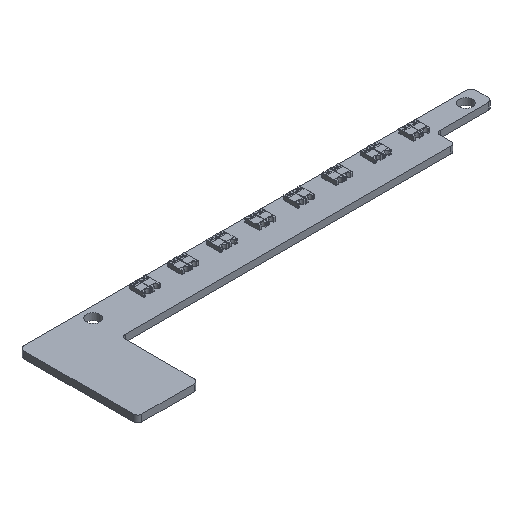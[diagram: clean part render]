
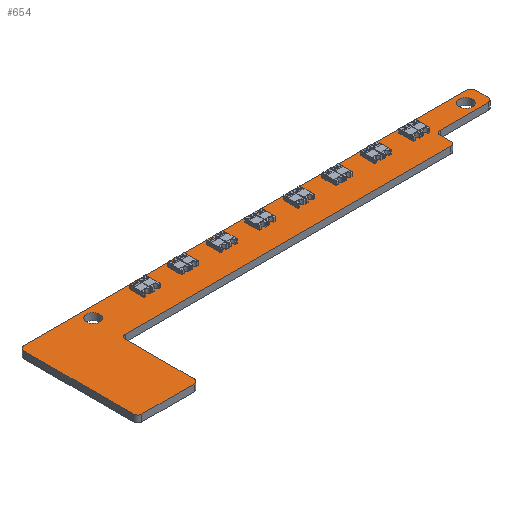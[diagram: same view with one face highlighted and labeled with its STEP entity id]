
A CAD part, isometric view. The second image highlights one B-rep face of the part: STEP entity #654.
In plain terms, the highlighted planar face has unit normal (0, 0, 1).
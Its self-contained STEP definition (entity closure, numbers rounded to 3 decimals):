
#81 = VERTEX_POINT('',#82);
#82 = CARTESIAN_POINT('',(209.235,-72.5,0.));
#99 = VERTEX_POINT('',#100);
#100 = CARTESIAN_POINT('',(198.,-72.5,0.));
#106 = EDGE_CURVE('',#81,#99,#107,.T.);
#107 = LINE('',#108,#109);
#108 = CARTESIAN_POINT('',(209.235,-72.5,0.));
#109 = VECTOR('',#110,1.);
#110 = DIRECTION('',(-1.,0.,0.));
#131 = VERTEX_POINT('',#132);
#132 = CARTESIAN_POINT('',(210.235,-71.5,0.));
#138 = EDGE_CURVE('',#81,#131,#139,.T.);
#139 = CIRCLE('',#140,1.);
#140 = AXIS2_PLACEMENT_3D('',#141,#142,#143);
#141 = CARTESIAN_POINT('',(209.235,-71.5,0.));
#142 = DIRECTION('',(0.,0.,1.));
#143 = DIRECTION('',(1.,0.,0.));
#164 = VERTEX_POINT('',#165);
#165 = CARTESIAN_POINT('',(197.,-73.5,0.));
#171 = EDGE_CURVE('',#99,#164,#172,.T.);
#172 = CIRCLE('',#173,1.);
#173 = AXIS2_PLACEMENT_3D('',#174,#175,#176);
#174 = CARTESIAN_POINT('',(198.,-73.5,0.));
#175 = DIRECTION('',(0.,0.,1.));
#176 = DIRECTION('',(1.,0.,0.));
#187 = VERTEX_POINT('',#188);
#188 = CARTESIAN_POINT('',(210.235,-68.5,0.));
#203 = EDGE_CURVE('',#187,#131,#204,.T.);
#204 = LINE('',#205,#206);
#205 = CARTESIAN_POINT('',(210.235,-68.5,0.));
#206 = VECTOR('',#207,1.);
#207 = DIRECTION('',(0.,-1.,0.));
#227 = VERTEX_POINT('',#228);
#228 = CARTESIAN_POINT('',(197.,-76.,0.));
#234 = EDGE_CURVE('',#164,#227,#235,.T.);
#235 = LINE('',#236,#237);
#236 = CARTESIAN_POINT('',(197.,-73.5,0.));
#237 = VECTOR('',#238,1.);
#238 = DIRECTION('',(0.,-1.,0.));
#259 = VERTEX_POINT('',#260);
#260 = CARTESIAN_POINT('',(209.235,-67.5,0.));
#266 = EDGE_CURVE('',#187,#259,#267,.T.);
#267 = CIRCLE('',#268,1.);
#268 = AXIS2_PLACEMENT_3D('',#269,#270,#271);
#269 = CARTESIAN_POINT('',(209.235,-68.5,0.));
#270 = DIRECTION('',(0.,0.,1.));
#271 = DIRECTION('',(1.,0.,0.));
#282 = VERTEX_POINT('',#283);
#283 = CARTESIAN_POINT('',(196.,-77.,0.));
#299 = EDGE_CURVE('',#282,#227,#300,.T.);
#300 = CIRCLE('',#301,1.);
#301 = AXIS2_PLACEMENT_3D('',#302,#303,#304);
#302 = CARTESIAN_POINT('',(196.,-76.,0.));
#303 = DIRECTION('',(0.,0.,1.));
#304 = DIRECTION('',(1.,0.,0.));
#315 = VERTEX_POINT('',#316);
#316 = CARTESIAN_POINT('',(105.794,-67.5,0.));
#331 = EDGE_CURVE('',#315,#259,#332,.T.);
#332 = LINE('',#333,#334);
#333 = CARTESIAN_POINT('',(105.794,-67.5,0.));
#334 = VECTOR('',#335,1.);
#335 = DIRECTION('',(1.,0.,0.));
#355 = VERTEX_POINT('',#356);
#356 = CARTESIAN_POINT('',(120.,-77.,0.));
#362 = EDGE_CURVE('',#282,#355,#363,.T.);
#363 = LINE('',#364,#365);
#364 = CARTESIAN_POINT('',(196.,-77.,0.));
#365 = VECTOR('',#366,1.);
#366 = DIRECTION('',(-1.,0.,0.));
#387 = VERTEX_POINT('',#388);
#388 = CARTESIAN_POINT('',(104.794,-68.5,0.));
#394 = EDGE_CURVE('',#315,#387,#395,.T.);
#395 = CIRCLE('',#396,1.);
#396 = AXIS2_PLACEMENT_3D('',#397,#398,#399);
#397 = CARTESIAN_POINT('',(105.794,-68.5,0.));
#398 = DIRECTION('',(0.,0.,1.));
#399 = DIRECTION('',(1.,0.,0.));
#420 = VERTEX_POINT('',#421);
#421 = CARTESIAN_POINT('',(119.,-78.,0.));
#427 = EDGE_CURVE('',#355,#420,#428,.T.);
#428 = CIRCLE('',#429,1.);
#429 = AXIS2_PLACEMENT_3D('',#430,#431,#432);
#430 = CARTESIAN_POINT('',(120.,-78.,0.));
#431 = DIRECTION('',(0.,0.,1.));
#432 = DIRECTION('',(1.,0.,0.));
#452 = VERTEX_POINT('',#453);
#453 = CARTESIAN_POINT('',(104.794,-94.084,0.));
#459 = EDGE_CURVE('',#387,#452,#460,.T.);
#460 = LINE('',#461,#462);
#461 = CARTESIAN_POINT('',(104.794,-68.5,0.));
#462 = VECTOR('',#463,1.);
#463 = DIRECTION('',(0.,-1.,0.));
#483 = VERTEX_POINT('',#484);
#484 = CARTESIAN_POINT('',(119.,-94.084,0.));
#490 = EDGE_CURVE('',#420,#483,#491,.T.);
#491 = LINE('',#492,#493);
#492 = CARTESIAN_POINT('',(119.,-78.,0.));
#493 = VECTOR('',#494,1.);
#494 = DIRECTION('',(0.,-1.,0.));
#515 = VERTEX_POINT('',#516);
#516 = CARTESIAN_POINT('',(105.794,-95.084,0.));
#522 = EDGE_CURVE('',#452,#515,#523,.T.);
#523 = CIRCLE('',#524,1.);
#524 = AXIS2_PLACEMENT_3D('',#525,#526,#527);
#525 = CARTESIAN_POINT('',(105.794,-94.084,0.));
#526 = DIRECTION('',(0.,0.,1.));
#527 = DIRECTION('',(1.,0.,0.));
#538 = VERTEX_POINT('',#539);
#539 = CARTESIAN_POINT('',(118.,-95.084,0.));
#555 = EDGE_CURVE('',#538,#483,#556,.T.);
#556 = CIRCLE('',#557,1.);
#557 = AXIS2_PLACEMENT_3D('',#558,#559,#560);
#558 = CARTESIAN_POINT('',(118.,-94.084,0.));
#559 = DIRECTION('',(0.,0.,1.));
#560 = DIRECTION('',(1.,0.,0.));
#578 = EDGE_CURVE('',#538,#515,#579,.T.);
#579 = LINE('',#580,#581);
#580 = CARTESIAN_POINT('',(118.,-95.084,0.));
#581 = VECTOR('',#582,1.);
#582 = DIRECTION('',(-1.,0.,0.));
#593 = VERTEX_POINT('',#594);
#594 = CARTESIAN_POINT('',(208.05,-70.,0.));
#610 = EDGE_CURVE('',#593,#593,#611,.T.);
#611 = CIRCLE('',#612,1.55);
#612 = AXIS2_PLACEMENT_3D('',#613,#614,#615);
#613 = CARTESIAN_POINT('',(206.5,-70.,0.));
#614 = DIRECTION('',(0.,0.,1.));
#615 = DIRECTION('',(1.,0.,0.));
#626 = VERTEX_POINT('',#627);
#627 = CARTESIAN_POINT('',(121.05,-70.,0.));
#643 = EDGE_CURVE('',#626,#626,#644,.T.);
#644 = CIRCLE('',#645,1.55);
#645 = AXIS2_PLACEMENT_3D('',#646,#647,#648);
#646 = CARTESIAN_POINT('',(119.5,-70.,0.));
#647 = DIRECTION('',(0.,0.,1.));
#648 = DIRECTION('',(1.,0.,0.));
#654 = ADVANCED_FACE('',(#655,#673,#676),#679,.F.);
#655 = FACE_BOUND('',#656,.F.);
#656 = EDGE_LOOP('',(#657,#658,#659,#660,#661,#662,#663,#664,#665,#666,
    #667,#668,#669,#670,#671,#672));
#657 = ORIENTED_EDGE('',*,*,#106,.T.);
#658 = ORIENTED_EDGE('',*,*,#171,.T.);
#659 = ORIENTED_EDGE('',*,*,#234,.T.);
#660 = ORIENTED_EDGE('',*,*,#299,.F.);
#661 = ORIENTED_EDGE('',*,*,#362,.T.);
#662 = ORIENTED_EDGE('',*,*,#427,.T.);
#663 = ORIENTED_EDGE('',*,*,#490,.T.);
#664 = ORIENTED_EDGE('',*,*,#555,.F.);
#665 = ORIENTED_EDGE('',*,*,#578,.T.);
#666 = ORIENTED_EDGE('',*,*,#522,.F.);
#667 = ORIENTED_EDGE('',*,*,#459,.F.);
#668 = ORIENTED_EDGE('',*,*,#394,.F.);
#669 = ORIENTED_EDGE('',*,*,#331,.T.);
#670 = ORIENTED_EDGE('',*,*,#266,.F.);
#671 = ORIENTED_EDGE('',*,*,#203,.T.);
#672 = ORIENTED_EDGE('',*,*,#138,.F.);
#673 = FACE_BOUND('',#674,.F.);
#674 = EDGE_LOOP('',(#675));
#675 = ORIENTED_EDGE('',*,*,#610,.T.);
#676 = FACE_BOUND('',#677,.F.);
#677 = EDGE_LOOP('',(#678));
#678 = ORIENTED_EDGE('',*,*,#643,.T.);
#679 = PLANE('',#680);
#680 = AXIS2_PLACEMENT_3D('',#681,#682,#683);
#681 = CARTESIAN_POINT('',(150.998,-74.824,0.));
#682 = DIRECTION('',(-0.,-0.,-1.));
#683 = DIRECTION('',(-1.,0.,0.));
